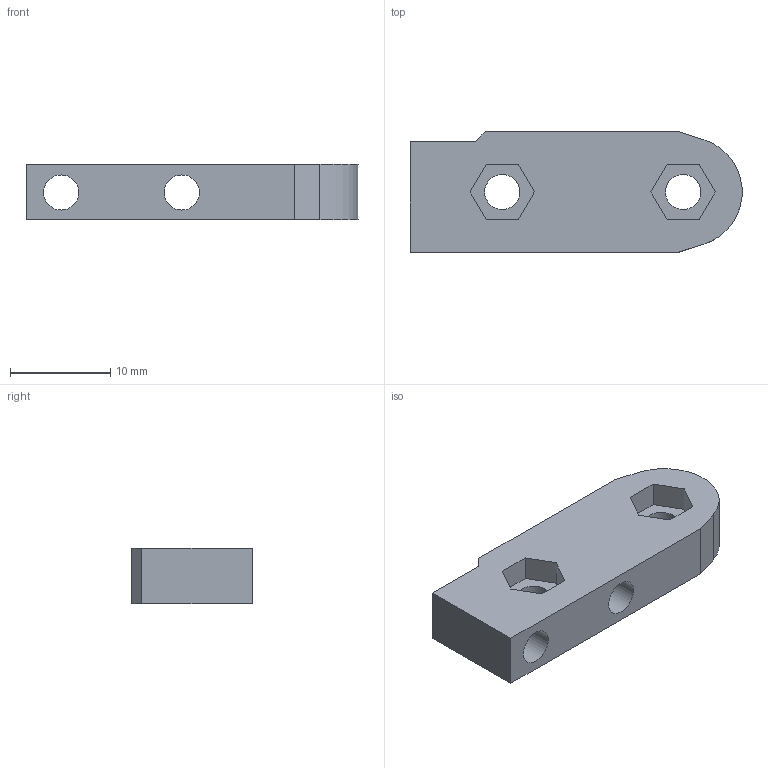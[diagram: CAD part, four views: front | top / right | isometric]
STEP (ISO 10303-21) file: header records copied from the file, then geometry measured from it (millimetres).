
FILE_DESCRIPTION(('FreeCAD Model'),'2;1');
FILE_NAME('bltouch.step', '2020-05-24T11:41:46',('Author'),(''), 'Open CASCADE STEP processor 7.3','FreeCAD','Unknown');
FILE_SCHEMA(('AUTOMOTIVE_DESIGN { 1 0 10303 214 1 1 1 1 }'));
Length unit declared in the file: millimetre
Products named in the file (1): 3d-touch_holder
Bounding box: 33.04 x 12 x 5.5 mm (x, y, z)
Volume: 1628.6 mm3; surface area: 1541.7 mm2
Topology: 1 solids, 1 shells, 29 faces, 75 edges, 50 vertices
Faces by surface type: plane 24, cylinder 5
Full cylindrical faces by diameter (mm): 3.5 x4
Entity records: 1906 total; most frequent: CARTESIAN_POINT 335, DIRECTION 290, LINE 205, VECTOR 205, ORIENTED_EDGE 150, PCURVE 150, DEFINITIONAL_REPRESENTATION 150, EDGE_CURVE 75
